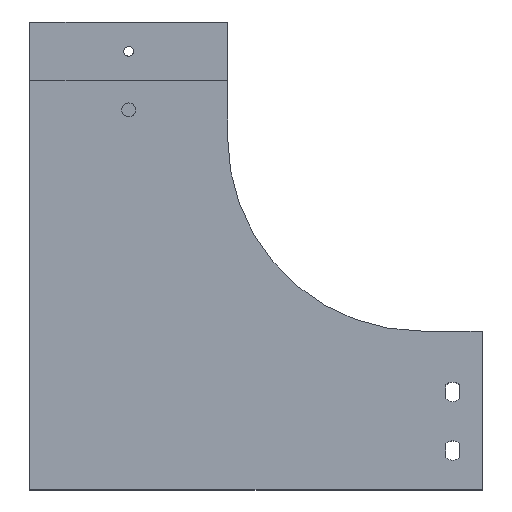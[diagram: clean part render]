
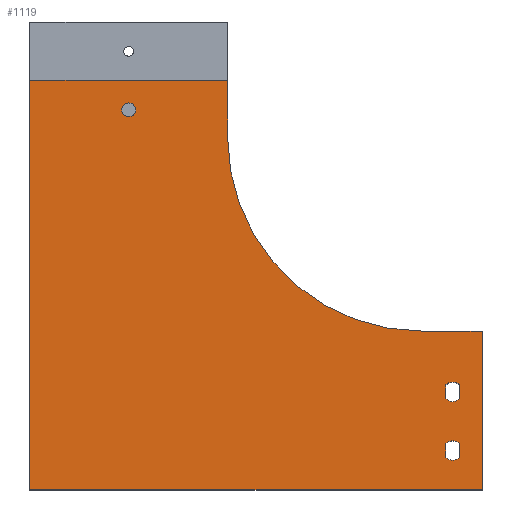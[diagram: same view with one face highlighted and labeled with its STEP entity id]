
A CAD part, top view. The second image highlights one B-rep face of the part: STEP entity #1119.
In plain terms, the highlighted planar face has unit normal (0, 0, 1).
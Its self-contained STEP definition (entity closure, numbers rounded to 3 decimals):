
#168 = AXIS2_PLACEMENT_3D ( 'NONE', #1588, #1594, #1584 ) ;
#203 = AXIS2_PLACEMENT_3D ( 'NONE', #1902, #1871, #1882 ) ;
#204 = AXIS2_PLACEMENT_3D ( 'NONE', #1901, #1876, #1881 ) ;
#205 = AXIS2_PLACEMENT_3D ( 'NONE', #1892, #1915, #1917 ) ;
#206 = AXIS2_PLACEMENT_3D ( 'NONE', #1908, #1911, #1894 ) ;
#207 = AXIS2_PLACEMENT_3D ( 'NONE', #1888, #1890, #1886 ) ;
#208 = AXIS2_PLACEMENT_3D ( 'NONE', #1860, #1865, #1875 ) ;
#277 = ORIENTED_EDGE ( 'NONE', *, *, #1343, .F. ) ;
#279 = ORIENTED_EDGE ( 'NONE', *, *, #1344, .T. ) ;
#334 = EDGE_LOOP ( 'NONE', ( #440, #441, #442, #446 ) ) ;
#336 = EDGE_LOOP ( 'NONE', ( #432, #434, #435, #436, #437, #438, #439 ) ) ;
#337 = EDGE_LOOP ( 'NONE', ( #279 ) ) ;
#338 = EDGE_LOOP ( 'NONE', ( #445, #448, #447, #277 ) ) ;
#432 = ORIENTED_EDGE ( 'NONE', *, *, #1325, .T. ) ;
#434 = ORIENTED_EDGE ( 'NONE', *, *, #1326, .T. ) ;
#435 = ORIENTED_EDGE ( 'NONE', *, *, #1328, .T. ) ;
#436 = ORIENTED_EDGE ( 'NONE', *, *, #1329, .T. ) ;
#437 = ORIENTED_EDGE ( 'NONE', *, *, #1330, .T. ) ;
#438 = ORIENTED_EDGE ( 'NONE', *, *, #1331, .T. ) ;
#439 = ORIENTED_EDGE ( 'NONE', *, *, #1332, .T. ) ;
#440 = ORIENTED_EDGE ( 'NONE', *, *, #1333, .F. ) ;
#441 = ORIENTED_EDGE ( 'NONE', *, *, #1334, .F. ) ;
#442 = ORIENTED_EDGE ( 'NONE', *, *, #1335, .F. ) ;
#445 = ORIENTED_EDGE ( 'NONE', *, *, #1339, .F. ) ;
#446 = ORIENTED_EDGE ( 'NONE', *, *, #1338, .F. ) ;
#447 = ORIENTED_EDGE ( 'NONE', *, *, #1341, .F. ) ;
#448 = ORIENTED_EDGE ( 'NONE', *, *, #1340, .F. ) ;
#669 = VERTEX_POINT ( 'NONE', #1858 ) ;
#674 = VERTEX_POINT ( 'NONE', #1736 ) ;
#676 = VERTEX_POINT ( 'NONE', #1855 ) ;
#686 = VERTEX_POINT ( 'NONE', #1845 ) ;
#687 = VERTEX_POINT ( 'NONE', #1844 ) ;
#690 = VERTEX_POINT ( 'NONE', #1841 ) ;
#704 = VERTEX_POINT ( 'NONE', #1827 ) ;
#705 = VERTEX_POINT ( 'NONE', #1826 ) ;
#706 = VERTEX_POINT ( 'NONE', #1825 ) ;
#723 = VERTEX_POINT ( 'NONE', #1808 ) ;
#757 = VERTEX_POINT ( 'NONE', #1776 ) ;
#758 = VERTEX_POINT ( 'NONE', #1775 ) ;
#763 = VERTEX_POINT ( 'NONE', #1770 ) ;
#765 = VERTEX_POINT ( 'NONE', #1768 ) ;
#766 = VERTEX_POINT ( 'NONE', #1767 ) ;
#834 = LINE ( 'NONE', #890, #881 ) ;
#835 = VECTOR ( 'NONE', #893, 1000. ) ;
#836 = LINE ( 'NONE', #892, #888 ) ;
#850 = VECTOR ( 'NONE', #900, 1000. ) ;
#852 = LINE ( 'NONE', #895, #835 ) ;
#859 = CIRCLE ( 'NONE', #203, 3.5 ) ;
#860 = LINE ( 'NONE', #1907, #862 ) ;
#862 = VECTOR ( 'NONE', #1885, 1000. ) ;
#863 = CIRCLE ( 'NONE', #204, 5. ) ;
#864 = VECTOR ( 'NONE', #1877, 1000. ) ;
#865 = VECTOR ( 'NONE', #911, 1000. ) ;
#867 = LINE ( 'NONE', #1931, #864 ) ;
#868 = CIRCLE ( 'NONE', #205, 5. ) ;
#872 = LINE ( 'NONE', #910, #850 ) ;
#873 = VECTOR ( 'NONE', #1859, 1000. ) ;
#876 = CIRCLE ( 'NONE', #207, 5. ) ;
#877 = VECTOR ( 'NONE', #1880, 1000. ) ;
#878 = LINE ( 'NONE', #949, #873 ) ;
#880 = VECTOR ( 'NONE', #906, 1000. ) ;
#881 = VECTOR ( 'NONE', #889, 1000. ) ;
#882 = LINE ( 'NONE', #905, #880 ) ;
#883 = LINE ( 'NONE', #1868, #877 ) ;
#884 = CIRCLE ( 'NONE', #206, 5. ) ;
#886 = CIRCLE ( 'NONE', #208, 99. ) ;
#887 = LINE ( 'NONE', #899, #865 ) ;
#888 = VECTOR ( 'NONE', #891, 1000. ) ;
#889 = DIRECTION ( 'NONE',  ( -1., 0., 0. ) ) ;
#890 = CARTESIAN_POINT ( 'NONE',  ( 231., 81., 1. ) ) ;
#891 = DIRECTION ( 'NONE',  ( 0., 1., 0. ) ) ;
#892 = CARTESIAN_POINT ( 'NONE',  ( 231., 0., 1. ) ) ;
#893 = DIRECTION ( 'NONE',  ( 1., 0., 0. ) ) ;
#895 = CARTESIAN_POINT ( 'NONE',  ( 0., 0., 1. ) ) ;
#899 = CARTESIAN_POINT ( 'NONE',  ( 0., 209., 1. ) ) ;
#900 = DIRECTION ( 'NONE',  ( -1., 0., 0. ) ) ;
#905 = CARTESIAN_POINT ( 'NONE',  ( 101., 180., 1. ) ) ;
#906 = DIRECTION ( 'NONE',  ( 0., 1., 0. ) ) ;
#910 = CARTESIAN_POINT ( 'NONE',  ( 100., 209., 1. ) ) ;
#911 = DIRECTION ( 'NONE',  ( 0., -1., 0. ) ) ;
#949 = CARTESIAN_POINT ( 'NONE',  ( 219.5, 16.429, 1. ) ) ;
#1119 = ADVANCED_FACE ( 'NONE', ( #1973, #1970, #1980, #1974 ), #1585, .F. ) ;
#1325 = EDGE_CURVE ( 'NONE', #690, #765, #872, .T. ) ;
#1326 = EDGE_CURVE ( 'NONE', #765, #758, #887, .T. ) ;
#1328 = EDGE_CURVE ( 'NONE', #758, #669, #852, .T. ) ;
#1329 = EDGE_CURVE ( 'NONE', #669, #706, #836, .T. ) ;
#1330 = EDGE_CURVE ( 'NONE', #706, #705, #834, .T. ) ;
#1331 = EDGE_CURVE ( 'NONE', #705, #723, #886, .T. ) ;
#1332 = EDGE_CURVE ( 'NONE', #723, #690, #882, .T. ) ;
#1333 = EDGE_CURVE ( 'NONE', #763, #676, #883, .T. ) ;
#1334 = EDGE_CURVE ( 'NONE', #687, #763, #876, .T. ) ;
#1335 = EDGE_CURVE ( 'NONE', #704, #687, #878, .T. ) ;
#1338 = EDGE_CURVE ( 'NONE', #676, #704, #884, .T. ) ;
#1339 = EDGE_CURVE ( 'NONE', #686, #766, #867, .T. ) ;
#1340 = EDGE_CURVE ( 'NONE', #757, #686, #868, .T. ) ;
#1341 = EDGE_CURVE ( 'NONE', #674, #757, #860, .T. ) ;
#1343 = EDGE_CURVE ( 'NONE', #766, #674, #863, .T. ) ;
#1344 = EDGE_CURVE ( 'NONE', #1677, #1677, #859, .T. ) ;
#1584 = DIRECTION ( 'NONE',  ( -1., 0., 0. ) ) ;
#1585 = PLANE ( 'NONE',  #168 ) ;
#1588 = CARTESIAN_POINT ( 'NONE',  ( 200., 180., 1. ) ) ;
#1594 = DIRECTION ( 'NONE',  ( 0., 0., -1. ) ) ;
#1677 = VERTEX_POINT ( 'NONE', #1921 ) ;
#1736 = CARTESIAN_POINT ( 'NONE',  ( 219.5, 46.429, 1. ) ) ;
#1767 = CARTESIAN_POINT ( 'NONE',  ( 212.5, 46.429, 1. ) ) ;
#1768 = CARTESIAN_POINT ( 'NONE',  ( 0., 209., 1. ) ) ;
#1770 = CARTESIAN_POINT ( 'NONE',  ( 212.5, 23.571, 1. ) ) ;
#1775 = CARTESIAN_POINT ( 'NONE',  ( 0., 0., 1. ) ) ;
#1776 = CARTESIAN_POINT ( 'NONE',  ( 219.5, 53.571, 1. ) ) ;
#1808 = CARTESIAN_POINT ( 'NONE',  ( 101., 180., 1. ) ) ;
#1825 = CARTESIAN_POINT ( 'NONE',  ( 231., 81., 1. ) ) ;
#1826 = CARTESIAN_POINT ( 'NONE',  ( 200., 81., 1. ) ) ;
#1827 = CARTESIAN_POINT ( 'NONE',  ( 219.5, 16.429, 1. ) ) ;
#1841 = CARTESIAN_POINT ( 'NONE',  ( 101., 209., 1. ) ) ;
#1844 = CARTESIAN_POINT ( 'NONE',  ( 219.5, 23.571, 1. ) ) ;
#1845 = CARTESIAN_POINT ( 'NONE',  ( 212.5, 53.571, 1. ) ) ;
#1855 = CARTESIAN_POINT ( 'NONE',  ( 212.5, 16.429, 1. ) ) ;
#1858 = CARTESIAN_POINT ( 'NONE',  ( 231., 0., 1. ) ) ;
#1859 = DIRECTION ( 'NONE',  ( 0., 1., 0. ) ) ;
#1860 = CARTESIAN_POINT ( 'NONE',  ( 200., 180., 1. ) ) ;
#1865 = DIRECTION ( 'NONE',  ( 0., 0., -1. ) ) ;
#1868 = CARTESIAN_POINT ( 'NONE',  ( 212.5, 16.429, 1. ) ) ;
#1871 = DIRECTION ( 'NONE',  ( 0., 0., -1. ) ) ;
#1875 = DIRECTION ( 'NONE',  ( 1., 0., 0. ) ) ;
#1876 = DIRECTION ( 'NONE',  ( 0., 0., 1. ) ) ;
#1877 = DIRECTION ( 'NONE',  ( 0., -1., 0. ) ) ;
#1880 = DIRECTION ( 'NONE',  ( 0., -1., 0. ) ) ;
#1881 = DIRECTION ( 'NONE',  ( 1., 0., 0. ) ) ;
#1882 = DIRECTION ( 'NONE',  ( -1., 0., 0. ) ) ;
#1885 = DIRECTION ( 'NONE',  ( 0., 1., 0. ) ) ;
#1886 = DIRECTION ( 'NONE',  ( 1., 0., 0. ) ) ;
#1888 = CARTESIAN_POINT ( 'NONE',  ( 216., 20., 1. ) ) ;
#1890 = DIRECTION ( 'NONE',  ( 0., 0., 1. ) ) ;
#1892 = CARTESIAN_POINT ( 'NONE',  ( 216., 50., 1. ) ) ;
#1894 = DIRECTION ( 'NONE',  ( 1., 0., 0. ) ) ;
#1901 = CARTESIAN_POINT ( 'NONE',  ( 216., 50., 1. ) ) ;
#1902 = CARTESIAN_POINT ( 'NONE',  ( 50.5, 194., 1. ) ) ;
#1907 = CARTESIAN_POINT ( 'NONE',  ( 219.5, 46.429, 1. ) ) ;
#1908 = CARTESIAN_POINT ( 'NONE',  ( 216., 20., 1. ) ) ;
#1911 = DIRECTION ( 'NONE',  ( 0., 0., 1. ) ) ;
#1915 = DIRECTION ( 'NONE',  ( 0., 0., 1. ) ) ;
#1917 = DIRECTION ( 'NONE',  ( 1., 0., 0. ) ) ;
#1921 = CARTESIAN_POINT ( 'NONE',  ( 47., 194., 1. ) ) ;
#1931 = CARTESIAN_POINT ( 'NONE',  ( 212.5, 46.429, 1. ) ) ;
#1970 = FACE_BOUND ( 'NONE', #334, .T. ) ;
#1973 = FACE_OUTER_BOUND ( 'NONE', #336, .T. ) ;
#1974 = FACE_BOUND ( 'NONE', #337, .T. ) ;
#1980 = FACE_BOUND ( 'NONE', #338, .T. ) ;
